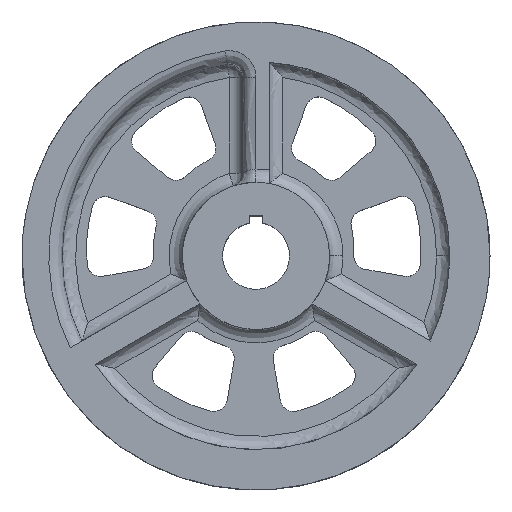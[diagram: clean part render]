
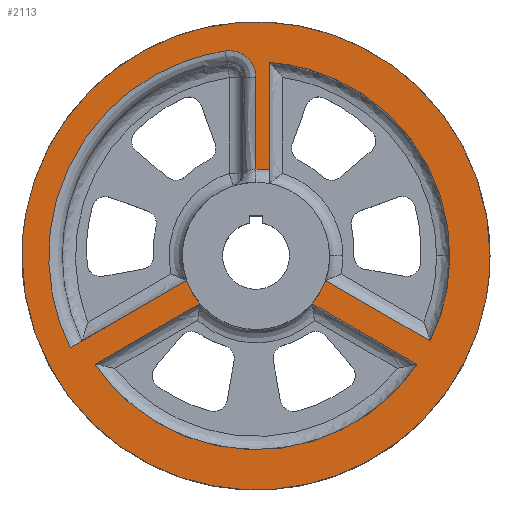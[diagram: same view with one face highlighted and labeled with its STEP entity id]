
A CAD part, top view. The second image highlights one B-rep face of the part: STEP entity #2113.
In plain terms, the highlighted free-form (B-spline) face has degree [1, 1] with [2, 2] control points.
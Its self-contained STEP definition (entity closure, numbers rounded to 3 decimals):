
#1329 = VERTEX_POINT('',#1330);
#1330 = CARTESIAN_POINT('',(-46.914,-16.636,
    45.251));
#1335 = EDGE_CURVE('',#1329,#1336,#1338,.T.);
#1336 = VERTEX_POINT('',#1337);
#1337 = CARTESIAN_POINT('',(-37.864,-32.311,
    45.251));
#1338 = ( BOUNDED_CURVE() B_SPLINE_CURVE(2,(#1339,#1340,#1341),
.UNSPECIFIED.,.F.,.F.) B_SPLINE_CURVE_WITH_KNOTS((3,3),(3.482,
3.848),.PIECEWISE_BEZIER_KNOTS.) CURVE() 
GEOMETRIC_REPRESENTATION_ITEM() RATIONAL_B_SPLINE_CURVE((1.,
0.983,1.)) REPRESENTATION_ITEM('') );
#1339 = CARTESIAN_POINT('',(-46.914,-16.636,
    45.251));
#1340 = CARTESIAN_POINT('',(-43.838,-25.31,
    45.251));
#1341 = CARTESIAN_POINT('',(-37.864,-32.311,
    45.251));
#1359 = VERTEX_POINT('',#1360);
#1360 = CARTESIAN_POINT('',(37.864,-32.311,
    45.251));
#1365 = EDGE_CURVE('',#1359,#1366,#1368,.T.);
#1366 = VERTEX_POINT('',#1367);
#1367 = CARTESIAN_POINT('',(46.914,-16.636,
    45.251));
#1368 = ( BOUNDED_CURVE() B_SPLINE_CURVE(2,(#1369,#1370,#1371),
.UNSPECIFIED.,.F.,.F.) B_SPLINE_CURVE_WITH_KNOTS((3,3),(5.577,
5.942),.PIECEWISE_BEZIER_KNOTS.) CURVE() 
GEOMETRIC_REPRESENTATION_ITEM() RATIONAL_B_SPLINE_CURVE((1.,
0.983,1.)) REPRESENTATION_ITEM('') );
#1369 = CARTESIAN_POINT('',(37.864,-32.311,
    45.251));
#1370 = CARTESIAN_POINT('',(43.838,-25.31,
    45.251));
#1371 = CARTESIAN_POINT('',(46.914,-16.636,
    45.251));
#1400 = EDGE_CURVE('',#1401,#1403,#1405,.T.);
#1401 = VERTEX_POINT('',#1402);
#1402 = CARTESIAN_POINT('',(158.379,0.,
    45.251));
#1403 = VERTEX_POINT('',#1404);
#1404 = CARTESIAN_POINT('',(-158.379,0.,45.251));
#1405 = ( BOUNDED_CURVE() B_SPLINE_CURVE(2,(#1406,#1407,#1408,#1409,
#1410),.UNSPECIFIED.,.F.,.F.) B_SPLINE_CURVE_WITH_KNOTS((3,2,3),(0.,
1.571,3.142),.PIECEWISE_BEZIER_KNOTS.) CURVE() 
GEOMETRIC_REPRESENTATION_ITEM() RATIONAL_B_SPLINE_CURVE((1.,
0.707,1.,0.707,1.)) REPRESENTATION_ITEM('') );
#1406 = CARTESIAN_POINT('',(158.379,0.,45.251));
#1407 = CARTESIAN_POINT('',(158.379,158.379,
    45.251));
#1408 = CARTESIAN_POINT('',(0.,158.379,
    45.251));
#1409 = CARTESIAN_POINT('',(-158.379,158.379,
    45.251));
#1410 = CARTESIAN_POINT('',(-158.379,0.,
    45.251));
#1974 = EDGE_CURVE('',#1975,#1977,#1979,.T.);
#1975 = VERTEX_POINT('',#1976);
#1976 = CARTESIAN_POINT('',(-108.851,-73.296,
    45.251));
#1977 = VERTEX_POINT('',#1978);
#1978 = CARTESIAN_POINT('',(108.851,-73.296,
    45.251));
#1979 = ( BOUNDED_CURVE() B_SPLINE_CURVE(2,(#1980,#1981,#1982),
.UNSPECIFIED.,.F.,.F.) B_SPLINE_CURVE_WITH_KNOTS((3,3),(3.734,
5.691),.PIECEWISE_BEZIER_KNOTS.) CURVE() 
GEOMETRIC_REPRESENTATION_ITEM() RATIONAL_B_SPLINE_CURVE((1.,
0.559,1.)) REPRESENTATION_ITEM('') );
#1980 = CARTESIAN_POINT('',(-108.851,-73.296,
    45.251));
#1981 = CARTESIAN_POINT('',(0.,-234.951,
    45.251));
#1982 = CARTESIAN_POINT('',(108.851,-73.296,
    45.251));
#2046 = EDGE_CURVE('',#2047,#2049,#2051,.T.);
#2047 = VERTEX_POINT('',#2048);
#2048 = CARTESIAN_POINT('',(117.901,-57.62,
    45.251));
#2049 = VERTEX_POINT('',#2050);
#2050 = CARTESIAN_POINT('',(9.05,130.916,
    45.251));
#2051 = ( BOUNDED_CURVE() B_SPLINE_CURVE(2,(#2052,#2053,#2054),
.UNSPECIFIED.,.F.,.F.) B_SPLINE_CURVE_WITH_KNOTS((3,3),(5.829,
7.785),.PIECEWISE_BEZIER_KNOTS.) CURVE() 
GEOMETRIC_REPRESENTATION_ITEM() RATIONAL_B_SPLINE_CURVE((1.,
0.559,1.)) REPRESENTATION_ITEM('') );
#2052 = CARTESIAN_POINT('',(117.901,-57.62,
    45.251));
#2053 = CARTESIAN_POINT('',(203.473,117.475,
    45.251));
#2054 = CARTESIAN_POINT('',(9.05,130.916,
    45.251));
#2086 = EDGE_CURVE('',#1403,#1401,#2087,.T.);
#2087 = ( BOUNDED_CURVE() B_SPLINE_CURVE(2,(#2088,#2089,#2090,#2091,
#2092),.UNSPECIFIED.,.F.,.F.) B_SPLINE_CURVE_WITH_KNOTS((3,2,3),(
    3.142,4.712,6.283),
.PIECEWISE_BEZIER_KNOTS.) CURVE() GEOMETRIC_REPRESENTATION_ITEM() 
RATIONAL_B_SPLINE_CURVE((1.,0.707,1.,0.707,1.)) 
REPRESENTATION_ITEM('') );
#2088 = CARTESIAN_POINT('',(-158.379,0.,
    45.251));
#2089 = CARTESIAN_POINT('',(-158.379,-158.379,
    45.251));
#2090 = CARTESIAN_POINT('',(0.,-158.379,
    45.251));
#2091 = CARTESIAN_POINT('',(158.379,-158.379,
    45.251));
#2092 = CARTESIAN_POINT('',(158.379,0.,
    45.251));
#2113 = ADVANCED_FACE('',(#2114,#2178),#2182,.T.);
#2114 = FACE_BOUND('',#2115,.T.);
#2115 = EDGE_LOOP('',(#2116,#2123,#2131,#2139,#2146,#2154,#2159,#2160,
    #2165,#2166,#2171,#2172,#2177));
#2116 = ORIENTED_EDGE('',*,*,#2117,.T.);
#2117 = EDGE_CURVE('',#1329,#2118,#2120,.T.);
#2118 = VERTEX_POINT('',#2119);
#2119 = CARTESIAN_POINT('',(-125.757,-62.155,
    45.251));
#2120 = B_SPLINE_CURVE_WITH_KNOTS('',1,(#2121,#2122),.UNSPECIFIED.,.F.,
  .F.,(2,2),(-100.,0.594),.PIECEWISE_BEZIER_KNOTS.);
#2121 = CARTESIAN_POINT('',(-46.914,-16.636,
    45.251));
#2122 = CARTESIAN_POINT('',(-125.757,-62.155,
    45.251));
#2123 = ORIENTED_EDGE('',*,*,#2124,.T.);
#2124 = EDGE_CURVE('',#2118,#2125,#2127,.T.);
#2125 = VERTEX_POINT('',#2126);
#2126 = CARTESIAN_POINT('',(-20.782,138.73,
    45.251));
#2127 = ( BOUNDED_CURVE() B_SPLINE_CURVE(2,(#2128,#2129,#2130),
.UNSPECIFIED.,.F.,.F.) B_SPLINE_CURVE_WITH_KNOTS((3,3),(2.683,
4.564),.PIECEWISE_BEZIER_KNOTS.) CURVE() 
GEOMETRIC_REPRESENTATION_ITEM() RATIONAL_B_SPLINE_CURVE((1.,
0.589,1.)) REPRESENTATION_ITEM('') );
#2128 = CARTESIAN_POINT('',(-125.757,-62.155,
    45.251));
#2129 = CARTESIAN_POINT('',(-210.964,110.241,
    45.251));
#2130 = CARTESIAN_POINT('',(-20.782,138.73,
    45.251));
#2131 = ORIENTED_EDGE('',*,*,#2132,.F.);
#2132 = EDGE_CURVE('',#2133,#2125,#2135,.T.);
#2133 = VERTEX_POINT('',#2134);
#2134 = CARTESIAN_POINT('',(0.,120.83,
    45.251));
#2135 = ( BOUNDED_CURVE() B_SPLINE_CURVE(2,(#2136,#2137,#2138),
.UNSPECIFIED.,.F.,.F.) B_SPLINE_CURVE_WITH_KNOTS((3,3),(0.,
1.719),.PIECEWISE_BEZIER_KNOTS.) CURVE() 
GEOMETRIC_REPRESENTATION_ITEM() RATIONAL_B_SPLINE_CURVE((1.,
0.653,1.)) REPRESENTATION_ITEM('') );
#2136 = CARTESIAN_POINT('',(0.,120.83,
    45.251));
#2137 = CARTESIAN_POINT('',(0.,141.844,
    45.251));
#2138 = CARTESIAN_POINT('',(-20.782,138.73,
    45.251));
#2139 = ORIENTED_EDGE('',*,*,#2140,.T.);
#2140 = EDGE_CURVE('',#2133,#2141,#2143,.T.);
#2141 = VERTEX_POINT('',#2142);
#2142 = CARTESIAN_POINT('',(0.,58.826,
    45.251));
#2143 = B_SPLINE_CURVE_WITH_KNOTS('',1,(#2144,#2145),.UNSPECIFIED.,.F.,
  .F.,(2,2),(-79.427,-10.917),.PIECEWISE_BEZIER_KNOTS.);
#2144 = CARTESIAN_POINT('',(0.,120.83,
    45.251));
#2145 = CARTESIAN_POINT('',(0.,58.826,
    45.251));
#2146 = ORIENTED_EDGE('',*,*,#2147,.T.);
#2147 = EDGE_CURVE('',#2141,#2148,#2150,.T.);
#2148 = VERTEX_POINT('',#2149);
#2149 = CARTESIAN_POINT('',(9.05,58.126,
    45.251));
#2150 = ( BOUNDED_CURVE() B_SPLINE_CURVE(2,(#2151,#2152,#2153),
.UNSPECIFIED.,.F.,.F.) B_SPLINE_CURVE_WITH_KNOTS((3,3),(4.712,
4.867),.PIECEWISE_BEZIER_KNOTS.) CURVE() 
GEOMETRIC_REPRESENTATION_ITEM() RATIONAL_B_SPLINE_CURVE((1.,
0.997,1.)) REPRESENTATION_ITEM('') );
#2151 = CARTESIAN_POINT('',(0.,58.826,
    45.251));
#2152 = CARTESIAN_POINT('',(4.552,58.826,
    45.251));
#2153 = CARTESIAN_POINT('',(9.05,58.126,
    45.251));
#2154 = ORIENTED_EDGE('',*,*,#2155,.T.);
#2155 = EDGE_CURVE('',#2148,#2049,#2156,.T.);
#2156 = B_SPLINE_CURVE_WITH_KNOTS('',1,(#2157,#2158),.UNSPECIFIED.,.F.,
  .F.,(2,2),(-89.857,-9.429),.PIECEWISE_BEZIER_KNOTS.);
#2157 = CARTESIAN_POINT('',(9.05,58.126,
    45.251));
#2158 = CARTESIAN_POINT('',(9.05,130.916,
    45.251));
#2159 = ORIENTED_EDGE('',*,*,#2046,.F.);
#2160 = ORIENTED_EDGE('',*,*,#2161,.T.);
#2161 = EDGE_CURVE('',#2047,#1366,#2162,.T.);
#2162 = B_SPLINE_CURVE_WITH_KNOTS('',1,(#2163,#2164),.UNSPECIFIED.,.F.,
  .F.,(2,2),(9.429,100.),.PIECEWISE_BEZIER_KNOTS.);
#2163 = CARTESIAN_POINT('',(117.901,-57.62,
    45.251));
#2164 = CARTESIAN_POINT('',(46.914,-16.636,
    45.251));
#2165 = ORIENTED_EDGE('',*,*,#1365,.F.);
#2166 = ORIENTED_EDGE('',*,*,#2167,.T.);
#2167 = EDGE_CURVE('',#1359,#1977,#2168,.T.);
#2168 = B_SPLINE_CURVE_WITH_KNOTS('',1,(#2169,#2170),.UNSPECIFIED.,.F.,
  .F.,(2,2),(-100.,-9.429),.PIECEWISE_BEZIER_KNOTS.);
#2169 = CARTESIAN_POINT('',(37.864,-32.311,
    45.251));
#2170 = CARTESIAN_POINT('',(108.851,-73.296,
    45.251));
#2171 = ORIENTED_EDGE('',*,*,#1974,.F.);
#2172 = ORIENTED_EDGE('',*,*,#2173,.T.);
#2173 = EDGE_CURVE('',#1975,#1336,#2174,.T.);
#2174 = B_SPLINE_CURVE_WITH_KNOTS('',1,(#2175,#2176),.UNSPECIFIED.,.F.,
  .F.,(2,2),(9.429,100.),.PIECEWISE_BEZIER_KNOTS.);
#2175 = CARTESIAN_POINT('',(-108.851,-73.296,
    45.251));
#2176 = CARTESIAN_POINT('',(-37.864,-32.311,
    45.251));
#2177 = ORIENTED_EDGE('',*,*,#1335,.F.);
#2178 = FACE_BOUND('',#2179,.T.);
#2179 = EDGE_LOOP('',(#2180,#2181));
#2180 = ORIENTED_EDGE('',*,*,#2086,.T.);
#2181 = ORIENTED_EDGE('',*,*,#1400,.T.);
#2182 = B_SPLINE_SURFACE_WITH_KNOTS('',1,1,(
    (#2183,#2184)
    ,(#2185,#2186
    )),.UNSPECIFIED.,.F.,.F.,.F.,(2,2),(2,2),(-175.,175.),(-175.,175.),
  .PIECEWISE_BEZIER_KNOTS.);
#2183 = CARTESIAN_POINT('',(-158.379,-158.379,
    45.251));
#2184 = CARTESIAN_POINT('',(-158.379,158.379,
    45.251));
#2185 = CARTESIAN_POINT('',(158.379,-158.379,
    45.251));
#2186 = CARTESIAN_POINT('',(158.379,158.379,
    45.251));
